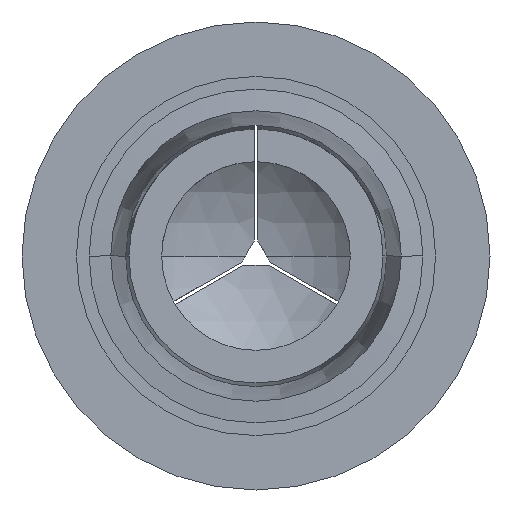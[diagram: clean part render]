
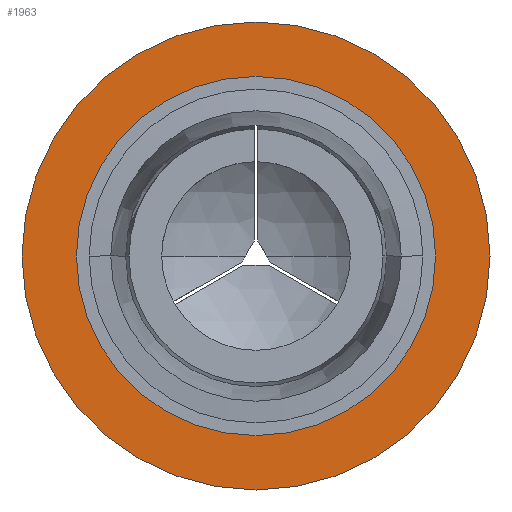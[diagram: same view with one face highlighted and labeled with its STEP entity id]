
A CAD part, front view. The second image highlights one B-rep face of the part: STEP entity #1963.
In plain terms, the highlighted planar face has unit normal (0, -1, 0).
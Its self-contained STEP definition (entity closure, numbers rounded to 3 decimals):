
#66 = DIRECTION ( 'NONE',  ( 0., -1., 0. ) ) ;
#349 = AXIS2_PLACEMENT_3D ( 'NONE', #2311, #1402, #2302 ) ;
#400 = DIRECTION ( 'NONE',  ( 0., -1., 0. ) ) ;
#449 = DIRECTION ( 'NONE',  ( 0., 1., 0. ) ) ;
#549 = VERTEX_POINT ( 'NONE', #1946 ) ;
#559 = AXIS2_PLACEMENT_3D ( 'NONE', #734, #66, #2235 ) ;
#674 = PLANE ( 'NONE',  #1824 ) ;
#734 = CARTESIAN_POINT ( 'NONE',  ( 0., -13.23, 0. ) ) ;
#736 = EDGE_LOOP ( 'NONE', ( #1734, #862 ) ) ;
#802 = CARTESIAN_POINT ( 'NONE',  ( 0., -13.23, -2.475 ) ) ;
#836 = DIRECTION ( 'NONE',  ( 0., -1., 0. ) ) ;
#852 = ORIENTED_EDGE ( 'NONE', *, *, #2160, .F. ) ;
#862 = ORIENTED_EDGE ( 'NONE', *, *, #2309, .T. ) ;
#891 = DIRECTION ( 'NONE',  ( 0., 0., -1. ) ) ;
#899 = VERTEX_POINT ( 'NONE', #1606 ) ;
#1040 = CARTESIAN_POINT ( 'NONE',  ( 0., -13.23, 0. ) ) ;
#1065 = CIRCLE ( 'NONE', #2665, 2.475 ) ;
#1139 = DIRECTION ( 'NONE',  ( 0., 0., 1. ) ) ;
#1319 = CARTESIAN_POINT ( 'NONE',  ( -3.225, -13.23, 0. ) ) ;
#1334 = VERTEX_POINT ( 'NONE', #2202 ) ;
#1401 = EDGE_CURVE ( 'NONE', #549, #1334, #2721, .T. ) ;
#1402 = DIRECTION ( 'NONE',  ( 0., -1., 0. ) ) ;
#1510 = FACE_BOUND ( 'NONE', #2218, .T. ) ;
#1606 = CARTESIAN_POINT ( 'NONE',  ( 0., -13.23, 2.475 ) ) ;
#1674 = AXIS2_PLACEMENT_3D ( 'NONE', #1040, #400, #891 ) ;
#1718 = CARTESIAN_POINT ( 'NONE',  ( 0., -13.23, 0. ) ) ;
#1734 = ORIENTED_EDGE ( 'NONE', *, *, #1401, .T. ) ;
#1824 = AXIS2_PLACEMENT_3D ( 'NONE', #1319, #449, #1139 ) ;
#1946 = CARTESIAN_POINT ( 'NONE',  ( 0., -13.23, -3.225 ) ) ;
#1963 = ADVANCED_FACE ( 'NONE', ( #1510, #2479 ), #674, .F. ) ;
#2160 = EDGE_CURVE ( 'NONE', #2712, #899, #2512, .T. ) ;
#2202 = CARTESIAN_POINT ( 'NONE',  ( 0., -13.23, 3.225 ) ) ;
#2218 = EDGE_LOOP ( 'NONE', ( #852, #2733 ) ) ;
#2235 = DIRECTION ( 'NONE',  ( 0., 0., -1. ) ) ;
#2249 = EDGE_CURVE ( 'NONE', #899, #2712, #1065, .T. ) ;
#2302 = DIRECTION ( 'NONE',  ( 0., 0., -1. ) ) ;
#2309 = EDGE_CURVE ( 'NONE', #1334, #549, #2657, .T. ) ;
#2311 = CARTESIAN_POINT ( 'NONE',  ( 0., -13.23, 0. ) ) ;
#2479 = FACE_OUTER_BOUND ( 'NONE', #736, .T. ) ;
#2512 = CIRCLE ( 'NONE', #349, 2.475 ) ;
#2657 = CIRCLE ( 'NONE', #1674, 3.225 ) ;
#2665 = AXIS2_PLACEMENT_3D ( 'NONE', #1718, #836, #2771 ) ;
#2712 = VERTEX_POINT ( 'NONE', #802 ) ;
#2721 = CIRCLE ( 'NONE', #559, 3.225 ) ;
#2733 = ORIENTED_EDGE ( 'NONE', *, *, #2249, .F. ) ;
#2771 = DIRECTION ( 'NONE',  ( 0., 0., -1. ) ) ;
